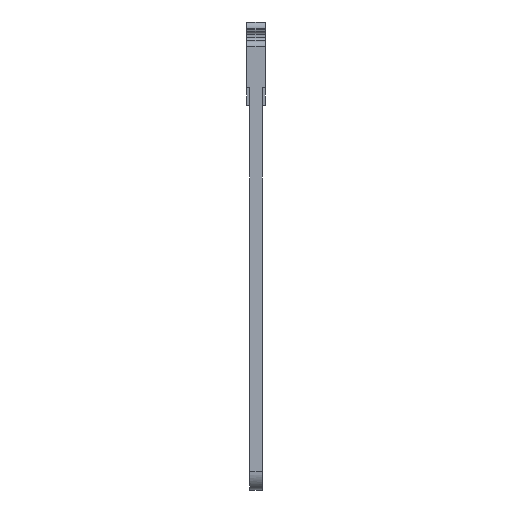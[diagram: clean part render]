
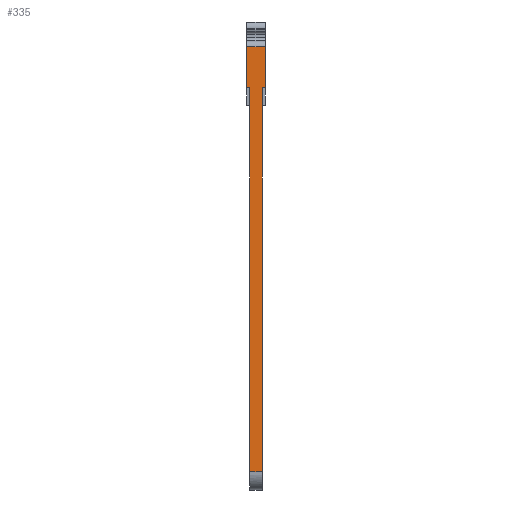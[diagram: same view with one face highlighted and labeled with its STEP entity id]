
A CAD part, front view. The second image highlights one B-rep face of the part: STEP entity #335.
In plain terms, the highlighted planar face has unit normal (0, -1, 0).
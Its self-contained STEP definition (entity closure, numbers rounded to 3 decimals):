
#283=AXIS2_PLACEMENT_3D('Plane Axis2P3D',#280,#281,#282) ;
#42=CARTESIAN_POINT('Vertex',(3.,0.,72.382)) ;
#56=CARTESIAN_POINT('Vertex',(0.,0.,72.382)) ;
#59=CARTESIAN_POINT('Line Origine',(2.25,0.,72.382)) ;
#169=CARTESIAN_POINT('Vertex',(0.,0.,65.7)) ;
#172=CARTESIAN_POINT('Line Origine',(0.,0.,69.041)) ;
#280=CARTESIAN_POINT('Axis2P3D Location',(0.5,0.,76.45)) ;
#285=CARTESIAN_POINT('Line Origine',(0.25,0.,65.7)) ;
#289=CARTESIAN_POINT('Vertex',(0.5,0.,65.7)) ;
#292=CARTESIAN_POINT('Line Origine',(0.5,0.,34.35)) ;
#296=CARTESIAN_POINT('Vertex',(0.5,0.,3.)) ;
#299=CARTESIAN_POINT('Line Origine',(1.5,0.,3.)) ;
#303=CARTESIAN_POINT('Vertex',(2.5,0.,3.)) ;
#306=CARTESIAN_POINT('Line Origine',(2.5,0.,34.35)) ;
#310=CARTESIAN_POINT('Vertex',(2.5,0.,65.7)) ;
#313=CARTESIAN_POINT('Line Origine',(2.75,0.,65.7)) ;
#317=CARTESIAN_POINT('Vertex',(3.,0.,65.7)) ;
#320=CARTESIAN_POINT('Line Origine',(3.,0.,69.041)) ;
#60=DIRECTION('Vector Direction',(1.,0.,0.)) ;
#173=DIRECTION('Vector Direction',(0.,0.,1.)) ;
#281=DIRECTION('Axis2P3D Direction',(0.,-1.,0.)) ;
#282=DIRECTION('Axis2P3D XDirection',(0.,0.,-1.)) ;
#286=DIRECTION('Vector Direction',(1.,0.,0.)) ;
#293=DIRECTION('Vector Direction',(0.,0.,-1.)) ;
#300=DIRECTION('Vector Direction',(1.,0.,0.)) ;
#307=DIRECTION('Vector Direction',(0.,0.,-1.)) ;
#314=DIRECTION('Vector Direction',(-1.,0.,0.)) ;
#321=DIRECTION('Vector Direction',(0.,0.,1.)) ;
#61=VECTOR('Line Direction',#60,1.) ;
#174=VECTOR('Line Direction',#173,1.) ;
#287=VECTOR('Line Direction',#286,1.) ;
#294=VECTOR('Line Direction',#293,1.) ;
#301=VECTOR('Line Direction',#300,1.) ;
#308=VECTOR('Line Direction',#307,1.) ;
#315=VECTOR('Line Direction',#314,1.) ;
#322=VECTOR('Line Direction',#321,1.) ;
#326=ORIENTED_EDGE('',*,*,#63,.F.) ;
#327=ORIENTED_EDGE('',*,*,#176,.T.) ;
#328=ORIENTED_EDGE('',*,*,#291,.T.) ;
#329=ORIENTED_EDGE('',*,*,#298,.T.) ;
#330=ORIENTED_EDGE('',*,*,#305,.T.) ;
#331=ORIENTED_EDGE('',*,*,#312,.F.) ;
#332=ORIENTED_EDGE('',*,*,#319,.F.) ;
#333=ORIENTED_EDGE('',*,*,#324,.T.) ;
#335=ADVANCED_FACE('Hauptk\X2\00F6\X0\rper',(#334),#284,.T.) ;
#63=EDGE_CURVE('',#57,#43,#62,.T.) ;
#176=EDGE_CURVE('',#57,#170,#175,.F.) ;
#291=EDGE_CURVE('',#170,#290,#288,.T.) ;
#298=EDGE_CURVE('',#290,#297,#295,.T.) ;
#305=EDGE_CURVE('',#297,#304,#302,.T.) ;
#312=EDGE_CURVE('',#311,#304,#309,.T.) ;
#319=EDGE_CURVE('',#318,#311,#316,.T.) ;
#324=EDGE_CURVE('',#318,#43,#323,.T.) ;
#325=EDGE_LOOP('',(#326,#327,#328,#329,#330,#331,#332,#333)) ;
#334=FACE_OUTER_BOUND('',#325,.T.) ;
#62=LINE('Line',#59,#61) ;
#175=LINE('Line',#172,#174) ;
#288=LINE('Line',#285,#287) ;
#295=LINE('Line',#292,#294) ;
#302=LINE('Line',#299,#301) ;
#309=LINE('Line',#306,#308) ;
#316=LINE('Line',#313,#315) ;
#323=LINE('Line',#320,#322) ;
#284=PLANE('',#283) ;
#43=VERTEX_POINT('',#42) ;
#57=VERTEX_POINT('',#56) ;
#170=VERTEX_POINT('',#169) ;
#290=VERTEX_POINT('',#289) ;
#297=VERTEX_POINT('',#296) ;
#304=VERTEX_POINT('',#303) ;
#311=VERTEX_POINT('',#310) ;
#318=VERTEX_POINT('',#317) ;
